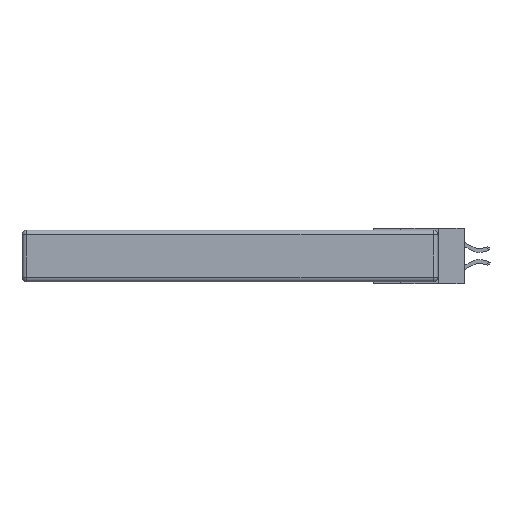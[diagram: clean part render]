
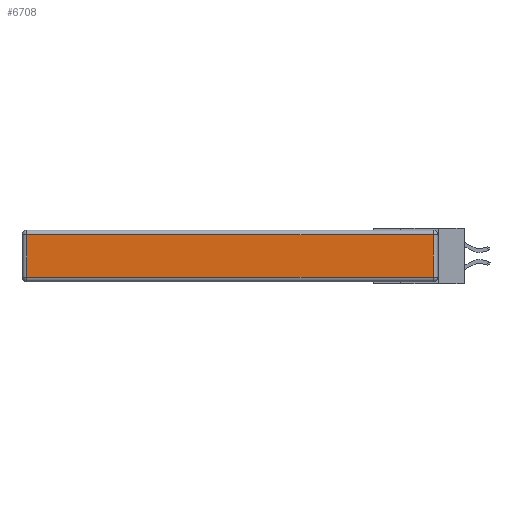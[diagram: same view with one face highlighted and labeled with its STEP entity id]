
A CAD part, left-side view. The second image highlights one B-rep face of the part: STEP entity #6708.
In plain terms, the highlighted planar face has unit normal (-1, 0, 0).
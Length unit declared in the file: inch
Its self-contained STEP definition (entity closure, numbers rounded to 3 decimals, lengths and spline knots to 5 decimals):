
#121 = CARTESIAN_POINT ( 'NONE',  ( 0., 0., -0.313 ) ) ;
#664 = VERTEX_POINT ( 'NONE', #8717 ) ;
#690 = DIRECTION ( 'NONE',  ( 0., 0., 1. ) ) ;
#737 = DIRECTION ( 'NONE',  ( 0., 0., -1. ) ) ;
#954 = EDGE_CURVE ( 'NONE', #664, #11946, #7791, .T. ) ;
#1736 = LINE ( 'NONE', #9277, #11947 ) ;
#2086 = VECTOR ( 'NONE', #2399, 39.37008 ) ;
#2399 = DIRECTION ( 'NONE',  ( 0., 1., 0. ) ) ;
#3100 = ORIENTED_EDGE ( 'NONE', *, *, #954, .T. ) ;
#3123 = LINE ( 'NONE', #8201, #2086 ) ;
#3534 = PLANE ( 'NONE',  #12134 ) ;
#3577 = CARTESIAN_POINT ( 'NONE',  ( 0., 2.72, -0.343 ) ) ;
#3691 = EDGE_CURVE ( 'NONE', #11946, #8723, #1736, .T. ) ;
#3731 = EDGE_CURVE ( 'NONE', #8012, #664, #7431, .T. ) ;
#4526 = CARTESIAN_POINT ( 'NONE',  ( 0., 2.72, -0.03 ) ) ;
#4586 = CARTESIAN_POINT ( 'NONE',  ( 0., 0., -0.343 ) ) ;
#4665 = CARTESIAN_POINT ( 'NONE',  ( 0., 0.03, -0.313 ) ) ;
#4762 = ORIENTED_EDGE ( 'NONE', *, *, #3691, .T. ) ;
#4775 = ORIENTED_EDGE ( 'NONE', *, *, #3731, .T. ) ;
#4848 = VECTOR ( 'NONE', #737, 39.37008 ) ;
#5542 = DIRECTION ( 'NONE',  ( 0., 0., 1. ) ) ;
#5676 = FACE_OUTER_BOUND ( 'NONE', #11603, .T. ) ;
#5778 = ORIENTED_EDGE ( 'NONE', *, *, #6580, .T. ) ;
#6580 = EDGE_CURVE ( 'NONE', #8723, #8012, #3123, .T. ) ;
#6708 = ADVANCED_FACE ( 'NONE', ( #5676 ), #3534, .T. ) ;
#6888 = VECTOR ( 'NONE', #7757, 39.37008 ) ;
#7431 = LINE ( 'NONE', #3577, #4848 ) ;
#7757 = DIRECTION ( 'NONE',  ( 0., -1., 0. ) ) ;
#7791 = LINE ( 'NONE', #121, #6888 ) ;
#8012 = VERTEX_POINT ( 'NONE', #4526 ) ;
#8201 = CARTESIAN_POINT ( 'NONE',  ( 0., 2.75, -0.03 ) ) ;
#8322 = DIRECTION ( 'NONE',  ( -1., 0., 0. ) ) ;
#8717 = CARTESIAN_POINT ( 'NONE',  ( 0., 2.72, -0.313 ) ) ;
#8723 = VERTEX_POINT ( 'NONE', #10775 ) ;
#9277 = CARTESIAN_POINT ( 'NONE',  ( 0., 0.03, -0.343 ) ) ;
#10775 = CARTESIAN_POINT ( 'NONE',  ( 0., 0.03, -0.03 ) ) ;
#11603 = EDGE_LOOP ( 'NONE', ( #3100, #4762, #5778, #4775 ) ) ;
#11946 = VERTEX_POINT ( 'NONE', #4665 ) ;
#11947 = VECTOR ( 'NONE', #690, 39.37008 ) ;
#12134 = AXIS2_PLACEMENT_3D ( 'NONE', #4586, #8322, #5542 ) ;
